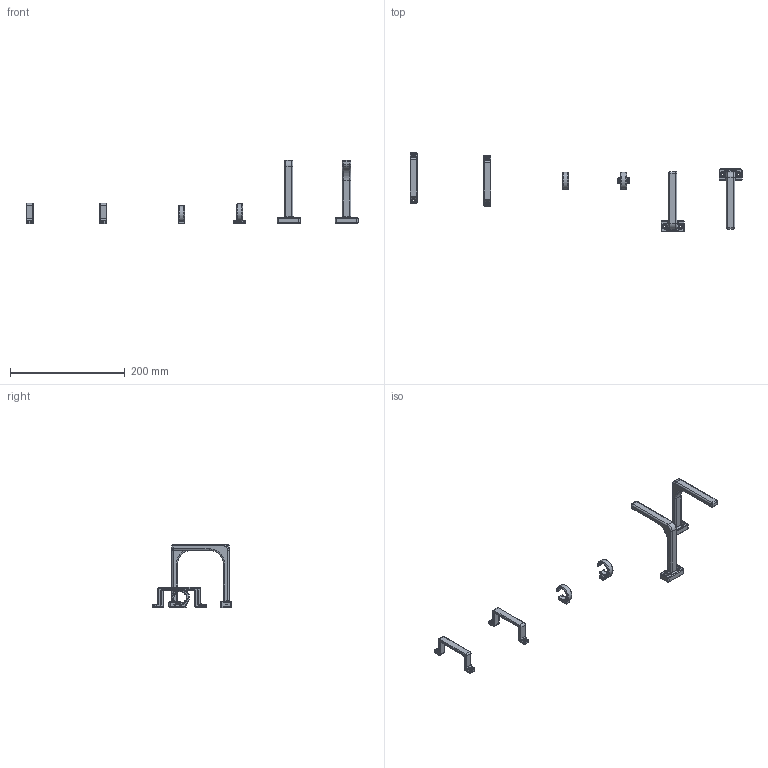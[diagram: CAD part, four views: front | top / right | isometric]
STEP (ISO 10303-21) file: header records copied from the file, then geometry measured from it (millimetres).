
FILE_DESCRIPTION(/* description */ ('STEP AP242','CAx-IF Rec.Pracs.---Representation and Presentation of Product Manufacturing Information (PMI)---4.0---2014-10-13','CAx-IF Rec.Pracs.---3D Tessellated Geometry---0.4---2014-09-14','2;1'),/* implementation_level */ '2;1');
FILE_NAME(/* name */ '65a2a3b2cb000a3f2d7cdb38',/* time_stamp */ '2024-01-13T14:52:35Z',/* author */ (''),/* organization */ (''),/* preprocessor_version */ 'ST-DEVELOPER v19.4',/* originating_system */ ' ',/* authorisation */ ' ');
FILE_SCHEMA (('AP242_MANAGED_MODEL_BASED_3D_ENGINEERING_MIM_LF { 1 0 10303 442 1 1 4 }'));
Length unit declared in the file: metre
Products named in the file (5): Assembly 1; Twist Cable Tie; Power Strip Holder; Inline Wire Hook; Power Block Holder
Assembly tree (6 placements, depth 2):
  Assembly 1
    Twist Cable Tie
    Power Strip Holder  x2
    Inline Wire Hook
    Power Block Holder  x2
Bounding box: 579.66 x 139.65 x 110 mm (x, y, z)
Volume: 97803.7 mm3; surface area: 37626.5 mm2
Topology: 6 solids, 6 shells, 430 faces, 988 edges, 542 vertices
Faces by surface type: cylinder 187, torus 112, plane 85, bspline 30, sphere 16
Full cylindrical faces by diameter (mm): 3.5 x4, 4 x4, 6.5 x4, 8 x4
Entity records: 7775 total; most frequent: CARTESIAN_POINT 1735, DIRECTION 1388, ORIENTED_EDGE 1156, AXIS2_PLACEMENT_3D 589, EDGE_CURVE 578, VERTEX_POINT 328, CIRCLE 320, EDGE_LOOP 286
